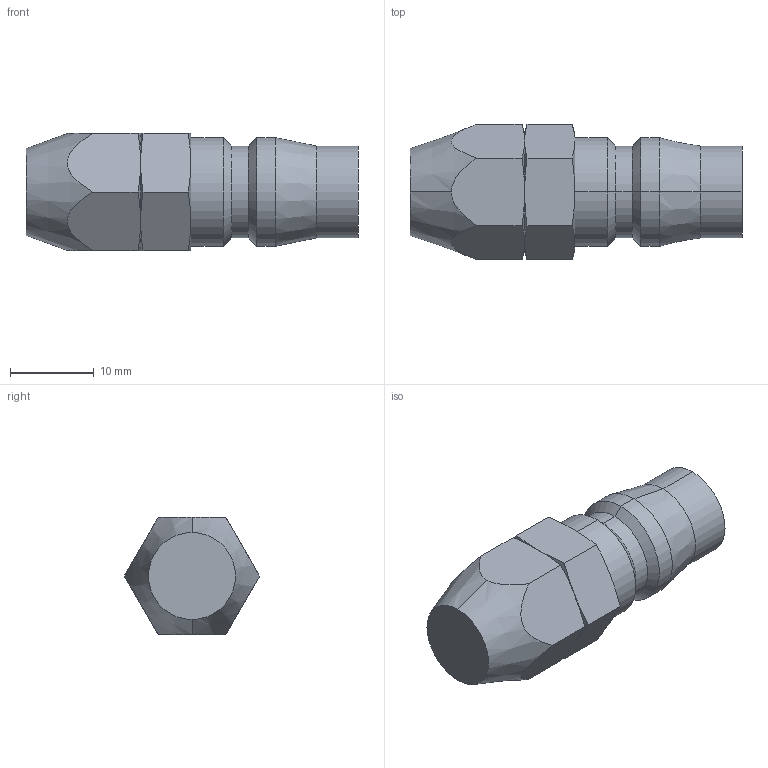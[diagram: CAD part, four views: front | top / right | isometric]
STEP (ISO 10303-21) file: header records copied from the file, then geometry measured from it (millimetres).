
FILE_DESCRIPTION (( 'STEP AP214' ), '1' );
FILE_NAME ('KK130S-50N.STEP', '2017-04-26T06:35:23', ( 'SONIC' ), ( 'UNITCOM PC' ), 'SwSTEP 2.0', 'SolidWorks 2015', '' );
FILE_SCHEMA (( 'AUTOMOTIVE_DESIGN' ));
Length unit declared in the file: metre
Products named in the file (1): KK130S-50N
Bounding box: 39.7 x 16.17 x 14 mm (x, y, z)
Volume: 5325.4 mm3; surface area: 1935.9 mm2
Topology: 1 solids, 1 shells, 49 faces, 102 edges, 56 vertices
Faces by surface type: cone 26, plane 15, cylinder 8
Entity records: 1464 total; most frequent: CARTESIAN_POINT 468, ORIENTED_EDGE 204, DIRECTION 188, EDGE_CURVE 102, AXIS2_PLACEMENT_3D 80, VERTEX_POINT 56, EDGE_LOOP 50, FACE_OUTER_BOUND 49
